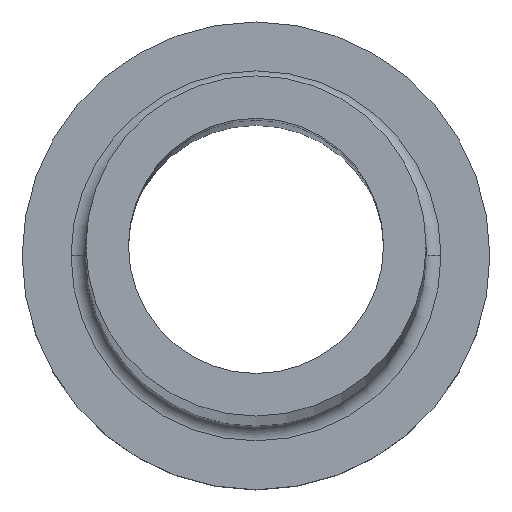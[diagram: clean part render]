
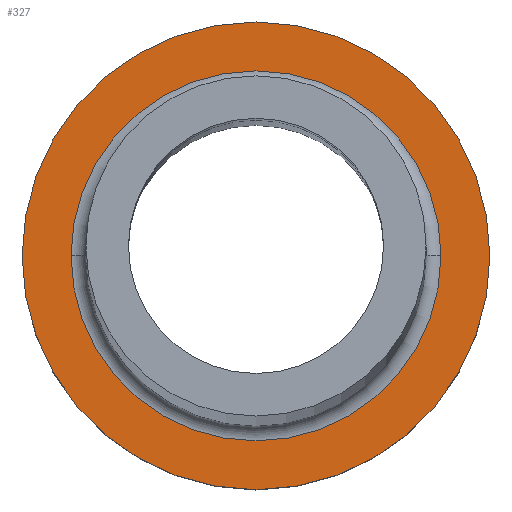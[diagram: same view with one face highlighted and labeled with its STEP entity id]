
A CAD part, top view. The second image highlights one B-rep face of the part: STEP entity #327.
In plain terms, the highlighted planar face has unit normal (0, 0, 1).
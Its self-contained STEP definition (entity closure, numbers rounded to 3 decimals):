
#15 = AXIS2_PLACEMENT_3D ( 'NONE', #291, #157, #369 ) ;
#20 = ORIENTED_EDGE ( 'NONE', *, *, #82, .T. ) ;
#25 = DIRECTION ( 'NONE',  ( 0., 0., 1. ) ) ;
#31 = VERTEX_POINT ( 'NONE', #110 ) ;
#52 = FACE_BOUND ( 'NONE', #201, .T. ) ;
#79 = CARTESIAN_POINT ( 'NONE',  ( 0., 0., 7. ) ) ;
#82 = EDGE_CURVE ( 'NONE', #31, #267, #123, .T. ) ;
#85 = CARTESIAN_POINT ( 'NONE',  ( -11., 0., 7. ) ) ;
#97 = CARTESIAN_POINT ( 'NONE',  ( 0., 0., 7. ) ) ;
#105 = DIRECTION ( 'NONE',  ( 1., 0., 0. ) ) ;
#110 = CARTESIAN_POINT ( 'NONE',  ( -8.7, 0., 7. ) ) ;
#123 = CIRCLE ( 'NONE', #170, 8.7 ) ;
#151 = PLANE ( 'NONE',  #15 ) ;
#155 = DIRECTION ( 'NONE',  ( 1., 0., 0. ) ) ;
#157 = DIRECTION ( 'NONE',  ( 0., 0., 1. ) ) ;
#167 = VERTEX_POINT ( 'NONE', #85 ) ;
#170 = AXIS2_PLACEMENT_3D ( 'NONE', #79, #284, #105 ) ;
#201 = EDGE_LOOP ( 'NONE', ( #271, #20 ) ) ;
#203 = CARTESIAN_POINT ( 'NONE',  ( 11., 0., 7. ) ) ;
#244 = EDGE_CURVE ( 'NONE', #267, #31, #286, .T. ) ;
#248 = AXIS2_PLACEMENT_3D ( 'NONE', #266, #453, #418 ) ;
#252 = DIRECTION ( 'NONE',  ( 0., 0., -1. ) ) ;
#255 = AXIS2_PLACEMENT_3D ( 'NONE', #97, #25, #306 ) ;
#266 = CARTESIAN_POINT ( 'NONE',  ( 0., 0., 7. ) ) ;
#267 = VERTEX_POINT ( 'NONE', #333 ) ;
#271 = ORIENTED_EDGE ( 'NONE', *, *, #244, .T. ) ;
#277 = ORIENTED_EDGE ( 'NONE', *, *, #413, .T. ) ;
#284 = DIRECTION ( 'NONE',  ( 0., 0., -1. ) ) ;
#286 = CIRCLE ( 'NONE', #357, 8.7 ) ;
#291 = CARTESIAN_POINT ( 'NONE',  ( 0., 0., 7. ) ) ;
#306 = DIRECTION ( 'NONE',  ( 1., 0., 0. ) ) ;
#327 = ADVANCED_FACE ( 'NONE', ( #52, #334 ), #151, .T. ) ;
#333 = CARTESIAN_POINT ( 'NONE',  ( 8.7, 0., 7. ) ) ;
#334 = FACE_OUTER_BOUND ( 'NONE', #367, .T. ) ;
#357 = AXIS2_PLACEMENT_3D ( 'NONE', #440, #252, #155 ) ;
#367 = EDGE_LOOP ( 'NONE', ( #406, #277 ) ) ;
#369 = DIRECTION ( 'NONE',  ( 1., 0., 0. ) ) ;
#373 = EDGE_CURVE ( 'NONE', #167, #416, #461, .T. ) ;
#406 = ORIENTED_EDGE ( 'NONE', *, *, #373, .T. ) ;
#413 = EDGE_CURVE ( 'NONE', #416, #167, #422, .T. ) ;
#416 = VERTEX_POINT ( 'NONE', #203 ) ;
#418 = DIRECTION ( 'NONE',  ( 1., 0., 0. ) ) ;
#422 = CIRCLE ( 'NONE', #248, 11. ) ;
#440 = CARTESIAN_POINT ( 'NONE',  ( 0., 0., 7. ) ) ;
#453 = DIRECTION ( 'NONE',  ( 0., 0., 1. ) ) ;
#461 = CIRCLE ( 'NONE', #255, 11. ) ;
